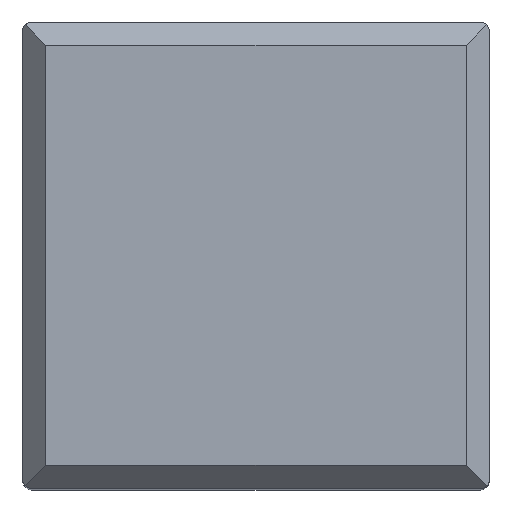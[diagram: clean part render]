
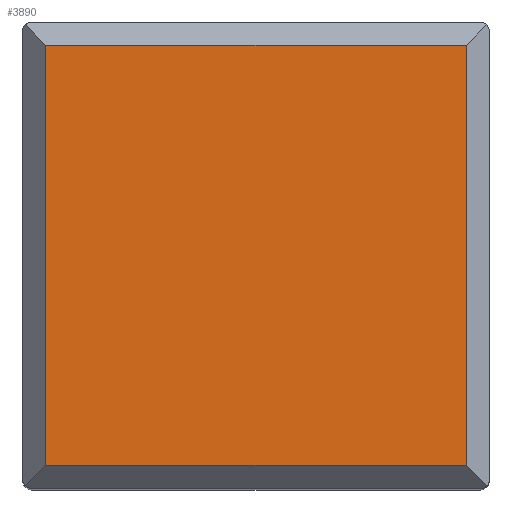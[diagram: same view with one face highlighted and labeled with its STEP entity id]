
A CAD part, top view. The second image highlights one B-rep face of the part: STEP entity #3890.
In plain terms, the highlighted planar face has unit normal (0, 0, 1).
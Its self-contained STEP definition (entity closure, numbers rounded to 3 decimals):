
#3500=CARTESIAN_POINT('',(0.,0.,24.5));
#3510=DIRECTION('',(0.,0.,1.));
#3520=DIRECTION('',(1.,0.,0.));
#3530=AXIS2_PLACEMENT_3D('',#3500,#3510,#3520);
#3540=PLANE('',#3530);
#3550=CARTESIAN_POINT('',(-1.75,5.,24.5));
#3560=DIRECTION('',(0.,-1.,0.));
#3570=VECTOR('',#3560,1.);
#3580=LINE('',#3550,#3570);
#3590=CARTESIAN_POINT('',(-1.75,11.75,24.5));
#3600=VERTEX_POINT('',#3590);
#3610=CARTESIAN_POINT('',(-1.75,-1.75,24.5));
#3620=VERTEX_POINT('',#3610);
#3630=EDGE_CURVE('',#3600,#3620,#3580,.T.);
#3640=ORIENTED_EDGE('',*,*,#3630,.T.);
#3650=CARTESIAN_POINT('',(5.,11.75,24.5));
#3660=DIRECTION('',(-1.,0.,0.));
#3670=VECTOR('',#3660,1.);
#3680=LINE('',#3650,#3670);
#3690=CARTESIAN_POINT('',(11.75,11.75,24.5));
#3700=VERTEX_POINT('',#3690);
#3710=EDGE_CURVE('',#3700,#3600,#3680,.T.);
#3720=ORIENTED_EDGE('',*,*,#3710,.T.);
#3730=CARTESIAN_POINT('',(11.75,5.,24.5));
#3740=DIRECTION('',(0.,1.,0.));
#3750=VECTOR('',#3740,1.);
#3760=LINE('',#3730,#3750);
#3770=CARTESIAN_POINT('',(11.75,-1.75,24.5));
#3780=VERTEX_POINT('',#3770);
#3790=EDGE_CURVE('',#3780,#3700,#3760,.T.);
#3800=ORIENTED_EDGE('',*,*,#3790,.T.);
#3810=CARTESIAN_POINT('',(5.,-1.75,24.5));
#3820=DIRECTION('',(1.,0.,0.));
#3830=VECTOR('',#3820,1.);
#3840=LINE('',#3810,#3830);
#3850=EDGE_CURVE('',#3620,#3780,#3840,.T.);
#3860=ORIENTED_EDGE('',*,*,#3850,.T.);
#3870=EDGE_LOOP('',(#3860,#3800,#3720,#3640));
#3880=FACE_OUTER_BOUND('',#3870,.T.);
#3890=ADVANCED_FACE('',(#3880),#3540,.T.);
